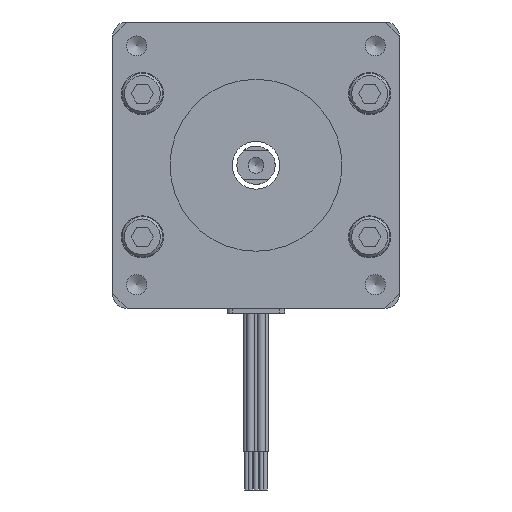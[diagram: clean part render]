
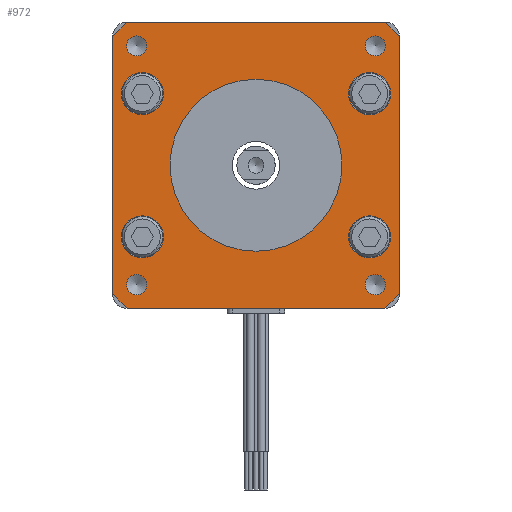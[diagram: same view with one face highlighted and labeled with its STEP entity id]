
A CAD part, front view. The second image highlights one B-rep face of the part: STEP entity #972.
In plain terms, the highlighted planar face has unit normal (0, -1, 0).
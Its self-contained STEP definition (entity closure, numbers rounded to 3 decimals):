
#972 = ADVANCED_FACE( '', ( #1912, #1913, #1914, #1915, #1916, #1917, #1918, #1919, #1920, #1921 ), #1922, .F. );
#1912 = FACE_BOUND( '', #2865, .T. );
#1913 = FACE_BOUND( '', #2866, .T. );
#1914 = FACE_BOUND( '', #2867, .T. );
#1915 = FACE_BOUND( '', #2868, .T. );
#1916 = FACE_BOUND( '', #2869, .T. );
#1917 = FACE_BOUND( '', #2870, .T. );
#1918 = FACE_BOUND( '', #2871, .T. );
#1919 = FACE_BOUND( '', #2872, .T. );
#1920 = FACE_BOUND( '', #2873, .T. );
#1921 = FACE_OUTER_BOUND( '', #2874, .T. );
#1922 = PLANE( '', #2875 );
#2865 = EDGE_LOOP( '', ( #4822 ) );
#2866 = EDGE_LOOP( '', ( #4823 ) );
#2867 = EDGE_LOOP( '', ( #4824 ) );
#2868 = EDGE_LOOP( '', ( #4825 ) );
#2869 = EDGE_LOOP( '', ( #4826 ) );
#2870 = EDGE_LOOP( '', ( #4827 ) );
#2871 = EDGE_LOOP( '', ( #4828 ) );
#2872 = EDGE_LOOP( '', ( #4829 ) );
#2873 = EDGE_LOOP( '', ( #4830 ) );
#2874 = EDGE_LOOP( '', ( #4831, #4832, #4833, #4834, #4835, #4836, #4837, #4838 ) );
#2875 = AXIS2_PLACEMENT_3D( '', #4839, #4840, #4841 );
#4822 = ORIENTED_EDGE( '', *, *, #6070, .T. );
#4823 = ORIENTED_EDGE( '', *, *, #5835, .T. );
#4824 = ORIENTED_EDGE( '', *, *, #6046, .T. );
#4825 = ORIENTED_EDGE( '', *, *, #5540, .T. );
#4826 = ORIENTED_EDGE( '', *, *, #5933, .T. );
#4827 = ORIENTED_EDGE( '', *, *, #6071, .T. );
#4828 = ORIENTED_EDGE( '', *, *, #6052, .T. );
#4829 = ORIENTED_EDGE( '', *, *, #6037, .T. );
#4830 = ORIENTED_EDGE( '', *, *, #6072, .T. );
#4831 = ORIENTED_EDGE( '', *, *, #5795, .F. );
#4832 = ORIENTED_EDGE( '', *, *, #5954, .F. );
#4833 = ORIENTED_EDGE( '', *, *, #6073, .F. );
#4834 = ORIENTED_EDGE( '', *, *, #5608, .F. );
#4835 = ORIENTED_EDGE( '', *, *, #6074, .F. );
#4836 = ORIENTED_EDGE( '', *, *, #6008, .F. );
#4837 = ORIENTED_EDGE( '', *, *, #6004, .F. );
#4838 = ORIENTED_EDGE( '', *, *, #5880, .F. );
#4839 = CARTESIAN_POINT( '', ( 0., -24., 0. ) );
#4840 = DIRECTION( '', ( 0., 1., 0. ) );
#4841 = DIRECTION( '', ( 0., 0., 1. ) );
#5540 = EDGE_CURVE( '', #6545, #6545, #6546, .T. );
#5608 = EDGE_CURVE( '', #6648, #6650, #6651, .T. );
#5795 = EDGE_CURVE( '', #6942, #6944, #6945, .T. );
#5835 = EDGE_CURVE( '', #6994, #6994, #6995, .T. );
#5880 = EDGE_CURVE( '', #6944, #7057, #7058, .T. );
#5933 = EDGE_CURVE( '', #7131, #7131, #7132, .T. );
#5954 = EDGE_CURVE( '', #7154, #6942, #7156, .T. );
#6004 = EDGE_CURVE( '', #7057, #7222, #7223, .T. );
#6008 = EDGE_CURVE( '', #7222, #7227, #7228, .T. );
#6037 = EDGE_CURVE( '', #7262, #7262, #7263, .T. );
#6046 = EDGE_CURVE( '', #7274, #7274, #7275, .T. );
#6052 = EDGE_CURVE( '', #7281, #7281, #7282, .T. );
#6070 = EDGE_CURVE( '', #7304, #7304, #7305, .T. );
#6071 = EDGE_CURVE( '', #7306, #7306, #7307, .T. );
#6072 = EDGE_CURVE( '', #7308, #7308, #7309, .T. );
#6073 = EDGE_CURVE( '', #6650, #7154, #7310, .T. );
#6074 = EDGE_CURVE( '', #7227, #6648, #7311, .T. );
#6545 = VERTEX_POINT( '', #7879 );
#6546 = CIRCLE( '', #7880, 4.4 );
#6648 = VERTEX_POINT( '', #8014 );
#6650 = VERTEX_POINT( '', #8017 );
#6651 = LINE( '', #8018, #8019 );
#6942 = VERTEX_POINT( '', #8393 );
#6944 = VERTEX_POINT( '', #8396 );
#6945 = CIRCLE( '', #8397, 40.3 );
#6994 = VERTEX_POINT( '', #8470 );
#6995 = CIRCLE( '', #8471, 2.1 );
#7057 = VERTEX_POINT( '', #8575 );
#7058 = LINE( '', #8576, #8577 );
#7131 = VERTEX_POINT( '', #8671 );
#7132 = CIRCLE( '', #8672, 4.4 );
#7154 = VERTEX_POINT( '', #8704 );
#7156 = LINE( '', #8707, #8708 );
#7222 = VERTEX_POINT( '', #8789 );
#7223 = CIRCLE( '', #8790, 40.3 );
#7227 = VERTEX_POINT( '', #8795 );
#7228 = LINE( '', #8796, #8797 );
#7262 = VERTEX_POINT( '', #8838 );
#7263 = CIRCLE( '', #8839, 2.1 );
#7274 = VERTEX_POINT( '', #8852 );
#7275 = CIRCLE( '', #8853, 2.1 );
#7281 = VERTEX_POINT( '', #8860 );
#7282 = CIRCLE( '', #8861, 4.4 );
#7304 = VERTEX_POINT( '', #8885 );
#7305 = CIRCLE( '', #8886, 2.1 );
#7306 = VERTEX_POINT( '', #8887 );
#7307 = CIRCLE( '', #8888, 4.4 );
#7308 = VERTEX_POINT( '', #8889 );
#7309 = CIRCLE( '', #8890, 18. );
#7310 = CIRCLE( '', #8891, 40.3 );
#7311 = CIRCLE( '', #8892, 40.3 );
#7879 = CARTESIAN_POINT( '', ( 15., -24., -28.2 ) );
#7880 = AXIS2_PLACEMENT_3D( '', #9333, #9334, #9335 );
#8014 = CARTESIAN_POINT( '', ( 26.909, -24., -30. ) );
#8017 = CARTESIAN_POINT( '', ( -26.909, -24., -30. ) );
#8018 = CARTESIAN_POINT( '', ( 26.909, -24., -30. ) );
#8019 = VECTOR( '', #9441, 1000. );
#8393 = CARTESIAN_POINT( '', ( -30., -24., 26.909 ) );
#8396 = CARTESIAN_POINT( '', ( -26.909, -24., 30. ) );
#8397 = AXIS2_PLACEMENT_3D( '', #9682, #9683, #9684 );
#8470 = CARTESIAN_POINT( '', ( -25., -24., -22.9 ) );
#8471 = AXIS2_PLACEMENT_3D( '', #9730, #9731, #9732 );
#8575 = CARTESIAN_POINT( '', ( 26.909, -24., 30. ) );
#8576 = CARTESIAN_POINT( '', ( -26.909, -24., 30. ) );
#8577 = VECTOR( '', #9799, 1000. );
#8671 = CARTESIAN_POINT( '', ( -15., -24., -28.2 ) );
#8672 = AXIS2_PLACEMENT_3D( '', #9872, #9873, #9874 );
#8704 = CARTESIAN_POINT( '', ( -30., -24., -26.909 ) );
#8707 = CARTESIAN_POINT( '', ( -30., -24., -26.909 ) );
#8708 = VECTOR( '', #9886, 1000. );
#8789 = CARTESIAN_POINT( '', ( 30., -24., 26.909 ) );
#8790 = AXIS2_PLACEMENT_3D( '', #9953, #9954, #9955 );
#8795 = CARTESIAN_POINT( '', ( 30., -24., -26.909 ) );
#8796 = CARTESIAN_POINT( '', ( 30., -24., 26.909 ) );
#8797 = VECTOR( '', #9957, 1000. );
#8838 = CARTESIAN_POINT( '', ( 25., -24., 22.9 ) );
#8839 = AXIS2_PLACEMENT_3D( '', #9998, #9999, #10000 );
#8852 = CARTESIAN_POINT( '', ( -22.9, -24., 25. ) );
#8853 = AXIS2_PLACEMENT_3D( '', #10009, #10010, #10011 );
#8860 = CARTESIAN_POINT( '', ( 15., -24., 19.4 ) );
#8861 = AXIS2_PLACEMENT_3D( '', #10016, #10017, #10018 );
#8885 = CARTESIAN_POINT( '', ( 22.9, -24., -25. ) );
#8886 = AXIS2_PLACEMENT_3D( '', #10036, #10037, #10038 );
#8887 = CARTESIAN_POINT( '', ( -15., -24., 19.4 ) );
#8888 = AXIS2_PLACEMENT_3D( '', #10039, #10040, #10041 );
#8889 = CARTESIAN_POINT( '', ( 18., -24., 0. ) );
#8890 = AXIS2_PLACEMENT_3D( '', #10042, #10043, #10044 );
#8891 = AXIS2_PLACEMENT_3D( '', #10045, #10046, #10047 );
#8892 = AXIS2_PLACEMENT_3D( '', #10048, #10049, #10050 );
#9333 = CARTESIAN_POINT( '', ( 15., -24., -23.8 ) );
#9334 = DIRECTION( '', ( 0., 1., 0. ) );
#9335 = DIRECTION( '', ( 0., 0., -1. ) );
#9441 = DIRECTION( '', ( -1., 0., 0. ) );
#9682 = CARTESIAN_POINT( '', ( 0., -24., 0. ) );
#9683 = DIRECTION( '', ( 0., 1., 0. ) );
#9684 = DIRECTION( '', ( 1., 0., 0. ) );
#9730 = CARTESIAN_POINT( '', ( -25., -24., -25. ) );
#9731 = DIRECTION( '', ( 0., 1., 0. ) );
#9732 = DIRECTION( '', ( 0., 0., 1. ) );
#9799 = DIRECTION( '', ( 1., 0., 0. ) );
#9872 = CARTESIAN_POINT( '', ( -15., -24., -23.8 ) );
#9873 = DIRECTION( '', ( 0., 1., 0. ) );
#9874 = DIRECTION( '', ( 0., 0., -1. ) );
#9886 = DIRECTION( '', ( 0., 0., 1. ) );
#9953 = CARTESIAN_POINT( '', ( 0., -24., 0. ) );
#9954 = DIRECTION( '', ( 0., 1., 0. ) );
#9955 = DIRECTION( '', ( 1., 0., 0. ) );
#9957 = DIRECTION( '', ( 0., 0., -1. ) );
#9998 = CARTESIAN_POINT( '', ( 25., -24., 25. ) );
#9999 = DIRECTION( '', ( 0., 1., 0. ) );
#10000 = DIRECTION( '', ( 0., 0., -1. ) );
#10009 = CARTESIAN_POINT( '', ( -25., -24., 25. ) );
#10010 = DIRECTION( '', ( 0., 1., 0. ) );
#10011 = DIRECTION( '', ( 1., 0., 0. ) );
#10016 = CARTESIAN_POINT( '', ( 15., -24., 23.8 ) );
#10017 = DIRECTION( '', ( 0., 1., 0. ) );
#10018 = DIRECTION( '', ( 0., 0., -1. ) );
#10036 = CARTESIAN_POINT( '', ( 25., -24., -25. ) );
#10037 = DIRECTION( '', ( 0., 1., 0. ) );
#10038 = DIRECTION( '', ( -1., 0., 0. ) );
#10039 = CARTESIAN_POINT( '', ( -15., -24., 23.8 ) );
#10040 = DIRECTION( '', ( 0., 1., 0. ) );
#10041 = DIRECTION( '', ( 0., 0., -1. ) );
#10042 = CARTESIAN_POINT( '', ( 0., -24., 0. ) );
#10043 = DIRECTION( '', ( 0., 1., 0. ) );
#10044 = DIRECTION( '', ( 1., 0., 0. ) );
#10045 = CARTESIAN_POINT( '', ( 0., -24., 0. ) );
#10046 = DIRECTION( '', ( 0., 1., 0. ) );
#10047 = DIRECTION( '', ( 1., 0., 0. ) );
#10048 = CARTESIAN_POINT( '', ( 0., -24., 0. ) );
#10049 = DIRECTION( '', ( 0., 1., 0. ) );
#10050 = DIRECTION( '', ( 1., 0., 0. ) );
